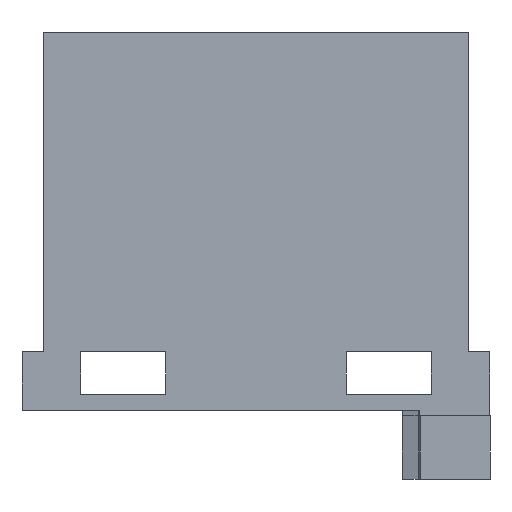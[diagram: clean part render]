
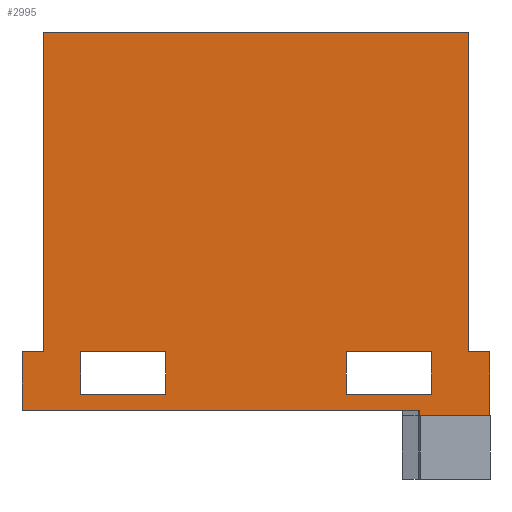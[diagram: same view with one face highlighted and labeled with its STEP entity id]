
A CAD part, left-side view. The second image highlights one B-rep face of the part: STEP entity #2995.
In plain terms, the highlighted planar face has unit normal (-1, 0, 0).
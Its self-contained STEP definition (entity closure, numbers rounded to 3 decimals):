
#56=FACE_BOUND('',#360,.T.);
#57=FACE_BOUND('',#361,.T.);
#212=FACE_OUTER_BOUND('',#359,.T.);
#359=EDGE_LOOP('',(#2082,#2083,#2084,#2085,#2086,#2087,#2088,#2089,#2090,
#2091));
#360=EDGE_LOOP('',(#2092,#2093,#2094,#2095));
#361=EDGE_LOOP('',(#2096,#2097,#2098,#2099));
#598=LINE('',#4249,#948);
#601=LINE('',#4256,#951);
#605=LINE('',#4264,#955);
#608=LINE('',#4270,#958);
#611=LINE('',#4275,#961);
#613=LINE('',#4280,#963);
#617=LINE('',#4288,#967);
#620=LINE('',#4294,#970);
#623=LINE('',#4299,#973);
#628=LINE('',#4309,#978);
#630=LINE('',#4315,#980);
#633=LINE('',#4320,#983);
#637=LINE('',#4327,#987);
#638=LINE('',#4330,#988);
#639=LINE('',#4332,#989);
#640=LINE('',#4334,#990);
#641=LINE('',#4335,#991);
#642=LINE('',#4336,#992);
#948=VECTOR('',#3417,10.);
#951=VECTOR('',#3422,10.);
#955=VECTOR('',#3428,10.);
#958=VECTOR('',#3433,10.);
#961=VECTOR('',#3438,10.);
#963=VECTOR('',#3442,10.);
#967=VECTOR('',#3448,10.);
#970=VECTOR('',#3453,10.);
#973=VECTOR('',#3458,10.);
#978=VECTOR('',#3465,10.);
#980=VECTOR('',#3469,10.);
#983=VECTOR('',#3474,10.);
#987=VECTOR('',#3480,10.);
#988=VECTOR('',#3483,10.);
#989=VECTOR('',#3484,10.);
#990=VECTOR('',#3485,10.);
#991=VECTOR('',#3486,10.);
#992=VECTOR('',#3487,10.);
#1306=VERTEX_POINT('',#4246);
#1307=VERTEX_POINT('',#4248);
#1309=VERTEX_POINT('',#4254);
#1310=VERTEX_POINT('',#4255);
#1313=VERTEX_POINT('',#4263);
#1315=VERTEX_POINT('',#4269);
#1317=VERTEX_POINT('',#4278);
#1318=VERTEX_POINT('',#4279);
#1321=VERTEX_POINT('',#4287);
#1323=VERTEX_POINT('',#4293);
#1326=VERTEX_POINT('',#4303);
#1328=VERTEX_POINT('',#4307);
#1329=VERTEX_POINT('',#4311);
#1331=VERTEX_POINT('',#4314);
#1334=VERTEX_POINT('',#4325);
#1335=VERTEX_POINT('',#4329);
#1336=VERTEX_POINT('',#4331);
#1337=VERTEX_POINT('',#4333);
#1596=EDGE_CURVE('',#1307,#1306,#598,.T.);
#1599=EDGE_CURVE('',#1309,#1310,#601,.T.);
#1603=EDGE_CURVE('',#1310,#1313,#605,.T.);
#1606=EDGE_CURVE('',#1313,#1315,#608,.T.);
#1609=EDGE_CURVE('',#1315,#1309,#611,.T.);
#1611=EDGE_CURVE('',#1317,#1318,#613,.T.);
#1615=EDGE_CURVE('',#1318,#1321,#617,.T.);
#1618=EDGE_CURVE('',#1321,#1323,#620,.T.);
#1621=EDGE_CURVE('',#1323,#1317,#623,.T.);
#1626=EDGE_CURVE('',#1326,#1328,#628,.T.);
#1628=EDGE_CURVE('',#1329,#1331,#630,.T.);
#1631=EDGE_CURVE('',#1331,#1328,#633,.T.);
#1635=EDGE_CURVE('',#1334,#1329,#637,.T.);
#1636=EDGE_CURVE('',#1306,#1335,#638,.T.);
#1637=EDGE_CURVE('',#1336,#1335,#639,.T.);
#1638=EDGE_CURVE('',#1336,#1337,#640,.T.);
#1639=EDGE_CURVE('',#1326,#1337,#641,.T.);
#1640=EDGE_CURVE('',#1307,#1334,#642,.T.);
#2082=ORIENTED_EDGE('',*,*,#1636,.T.);
#2083=ORIENTED_EDGE('',*,*,#1637,.F.);
#2084=ORIENTED_EDGE('',*,*,#1638,.T.);
#2085=ORIENTED_EDGE('',*,*,#1639,.F.);
#2086=ORIENTED_EDGE('',*,*,#1626,.T.);
#2087=ORIENTED_EDGE('',*,*,#1631,.F.);
#2088=ORIENTED_EDGE('',*,*,#1628,.F.);
#2089=ORIENTED_EDGE('',*,*,#1635,.F.);
#2090=ORIENTED_EDGE('',*,*,#1640,.F.);
#2091=ORIENTED_EDGE('',*,*,#1596,.T.);
#2092=ORIENTED_EDGE('',*,*,#1606,.T.);
#2093=ORIENTED_EDGE('',*,*,#1609,.T.);
#2094=ORIENTED_EDGE('',*,*,#1599,.T.);
#2095=ORIENTED_EDGE('',*,*,#1603,.T.);
#2096=ORIENTED_EDGE('',*,*,#1618,.T.);
#2097=ORIENTED_EDGE('',*,*,#1621,.T.);
#2098=ORIENTED_EDGE('',*,*,#1611,.T.);
#2099=ORIENTED_EDGE('',*,*,#1615,.T.);
#2890=PLANE('',#3170);
#2995=ADVANCED_FACE('',(#212,#56,#57),#2890,.T.);
#3170=AXIS2_PLACEMENT_3D('',#4328,#3481,#3482);
#3417=DIRECTION('',(0.,-1.,0.));
#3422=DIRECTION('',(0.,0.,-1.));
#3428=DIRECTION('',(0.,1.,0.));
#3433=DIRECTION('',(0.,0.,1.));
#3438=DIRECTION('',(0.,-1.,0.));
#3442=DIRECTION('',(0.,1.,0.));
#3448=DIRECTION('',(0.,0.,1.));
#3453=DIRECTION('',(0.,-1.,0.));
#3458=DIRECTION('',(0.,0.,-1.));
#3465=DIRECTION('',(0.,0.,1.));
#3469=DIRECTION('',(0.,0.,1.));
#3474=DIRECTION('',(0.,-1.,0.));
#3480=DIRECTION('',(0.,-1.,0.));
#3481=DIRECTION('center_axis',(-1.,0.,0.));
#3482=DIRECTION('ref_axis',(0.,-1.,0.));
#3483=DIRECTION('',(0.,0.,-1.));
#3484=DIRECTION('',(0.,1.,0.));
#3485=DIRECTION('',(0.,0.,1.));
#3486=DIRECTION('',(0.,-1.,0.));
#3487=DIRECTION('',(0.,0.,1.));
#4246=CARTESIAN_POINT('',(40.5,0.039,6.5));
#4248=CARTESIAN_POINT('',(40.5,37.438,6.5));
#4249=CARTESIAN_POINT('',(40.5,28.078,6.5));
#4254=CARTESIAN_POINT('',(40.5,23.938,12.));
#4255=CARTESIAN_POINT('',(40.5,23.938,8.));
#4256=CARTESIAN_POINT('',(40.5,23.938,7.));
#4263=CARTESIAN_POINT('',(40.5,31.938,8.));
#4264=CARTESIAN_POINT('',(40.5,34.688,8.));
#4269=CARTESIAN_POINT('',(40.5,31.938,12.));
#4270=CARTESIAN_POINT('',(40.5,31.938,9.));
#4275=CARTESIAN_POINT('',(40.5,30.688,12.));
#4278=CARTESIAN_POINT('',(40.5,-1.063,8.));
#4279=CARTESIAN_POINT('',(40.5,6.938,8.));
#4280=CARTESIAN_POINT('',(40.5,22.188,8.));
#4287=CARTESIAN_POINT('',(40.5,6.938,12.));
#4288=CARTESIAN_POINT('',(40.5,6.938,9.));
#4293=CARTESIAN_POINT('',(40.5,-1.063,12.));
#4294=CARTESIAN_POINT('',(40.5,18.188,12.));
#4299=CARTESIAN_POINT('',(40.5,-1.063,7.));
#4303=CARTESIAN_POINT('',(40.5,-4.563,12.));
#4307=CARTESIAN_POINT('',(40.5,-4.563,42.));
#4309=CARTESIAN_POINT('',(40.5,-4.563,12.));
#4311=CARTESIAN_POINT('',(40.5,35.438,12.));
#4314=CARTESIAN_POINT('',(40.5,35.438,42.));
#4315=CARTESIAN_POINT('',(40.5,35.438,12.));
#4320=CARTESIAN_POINT('',(40.5,35.438,42.));
#4325=CARTESIAN_POINT('',(40.5,37.438,12.));
#4327=CARTESIAN_POINT('',(40.5,37.438,12.));
#4328=CARTESIAN_POINT('Origin',(40.5,37.438,6.));
#4329=CARTESIAN_POINT('',(40.5,0.039,6.));
#4330=CARTESIAN_POINT('',(40.5,0.039,6.));
#4331=CARTESIAN_POINT('',(40.5,-6.562,6.));
#4332=CARTESIAN_POINT('',(40.5,17.078,6.));
#4333=CARTESIAN_POINT('',(40.5,-6.562,12.));
#4334=CARTESIAN_POINT('',(40.5,-6.562,6.));
#4335=CARTESIAN_POINT('',(40.5,37.438,12.));
#4336=CARTESIAN_POINT('',(40.5,37.438,6.));
